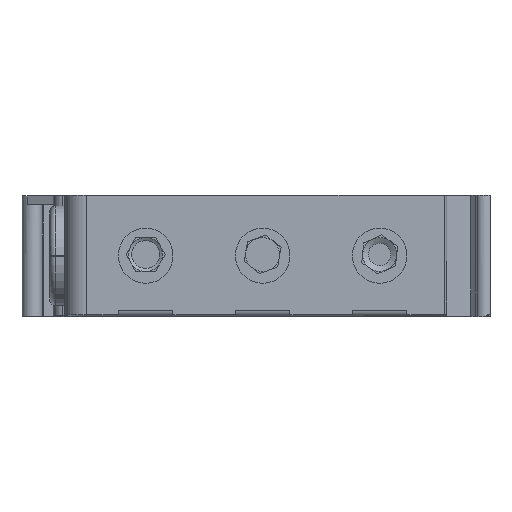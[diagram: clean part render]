
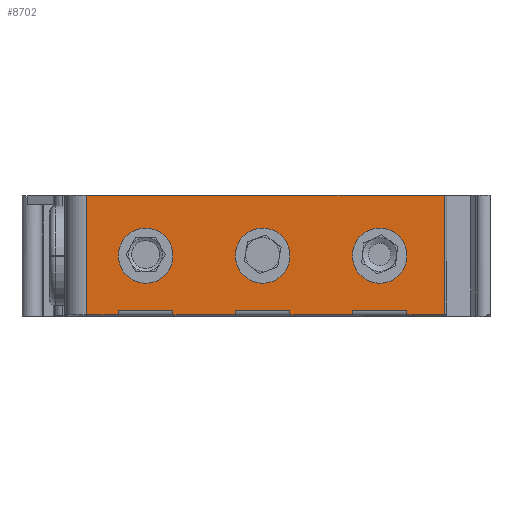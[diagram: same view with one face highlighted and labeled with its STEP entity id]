
A CAD part, top view. The second image highlights one B-rep face of the part: STEP entity #8702.
In plain terms, the highlighted planar face has unit normal (0, 0, 1).
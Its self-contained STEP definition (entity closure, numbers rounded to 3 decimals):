
#246=CIRCLE('',#8894,2.45);
#253=CIRCLE('',#8907,2.45);
#255=CIRCLE('',#8911,2.45);
#324=CIRCLE('',#9047,2.45);
#438=CIRCLE('',#9316,2.45);
#439=CIRCLE('',#9317,2.45);
#1970=ORIENTED_EDGE('',*,*,#2387,.F.);
#1971=ORIENTED_EDGE('',*,*,#3122,.F.);
#1972=ORIENTED_EDGE('',*,*,#3123,.F.);
#1973=ORIENTED_EDGE('',*,*,#3111,.F.);
#1974=ORIENTED_EDGE('',*,*,#3009,.T.);
#1975=ORIENTED_EDGE('',*,*,#3120,.T.);
#1976=ORIENTED_EDGE('',*,*,#3124,.F.);
#1977=ORIENTED_EDGE('',*,*,#3125,.T.);
#1978=ORIENTED_EDGE('',*,*,#2395,.F.);
#1979=ORIENTED_EDGE('',*,*,#3126,.F.);
#1980=ORIENTED_EDGE('',*,*,#3127,.F.);
#1981=ORIENTED_EDGE('',*,*,#3128,.T.);
#1982=ORIENTED_EDGE('',*,*,#2391,.F.);
#1983=ORIENTED_EDGE('',*,*,#3129,.F.);
#1984=ORIENTED_EDGE('',*,*,#3130,.F.);
#1985=ORIENTED_EDGE('',*,*,#3131,.T.);
#1986=ORIENTED_EDGE('',*,*,#2605,.F.);
#1987=ORIENTED_EDGE('',*,*,#2532,.F.);
#1988=ORIENTED_EDGE('',*,*,#2600,.T.);
#1989=ORIENTED_EDGE('',*,*,#3132,.T.);
#1990=ORIENTED_EDGE('',*,*,#2592,.F.);
#1991=ORIENTED_EDGE('',*,*,#2512,.F.);
#1992=ORIENTED_EDGE('',*,*,#2586,.T.);
#1993=ORIENTED_EDGE('',*,*,#3133,.T.);
#1994=ORIENTED_EDGE('',*,*,#2581,.F.);
#1995=ORIENTED_EDGE('',*,*,#2528,.F.);
#1996=ORIENTED_EDGE('',*,*,#2576,.T.);
#1997=ORIENTED_EDGE('',*,*,#2748,.T.);
#2387=EDGE_CURVE('',#3295,#3296,#3895,.T.);
#2391=EDGE_CURVE('',#3299,#3300,#3897,.T.);
#2395=EDGE_CURVE('',#3303,#3304,#3899,.T.);
#2512=EDGE_CURVE('',#3400,#3401,#246,.T.);
#2528=EDGE_CURVE('',#3410,#3411,#253,.T.);
#2532=EDGE_CURVE('',#3414,#3415,#255,.T.);
#2576=EDGE_CURVE('',#3410,#3448,#4005,.T.);
#2581=EDGE_CURVE('',#3411,#3452,#4009,.T.);
#2586=EDGE_CURVE('',#3400,#3455,#4014,.T.);
#2592=EDGE_CURVE('',#3401,#3460,#4019,.T.);
#2600=EDGE_CURVE('',#3414,#3465,#4026,.T.);
#2605=EDGE_CURVE('',#3415,#3469,#4030,.T.);
#2748=EDGE_CURVE('',#3448,#3452,#324,.T.);
#3009=EDGE_CURVE('',#3744,#3743,#4291,.T.);
#3111=EDGE_CURVE('',#3744,#3793,#4366,.T.);
#3120=EDGE_CURVE('',#3743,#3794,#4374,.T.);
#3122=EDGE_CURVE('',#3795,#3295,#4375,.T.);
#3123=EDGE_CURVE('',#3793,#3795,#4376,.T.);
#3124=EDGE_CURVE('',#3796,#3794,#4377,.T.);
#3125=EDGE_CURVE('',#3796,#3304,#4378,.T.);
#3126=EDGE_CURVE('',#3797,#3303,#4379,.T.);
#3127=EDGE_CURVE('',#3798,#3797,#4380,.T.);
#3128=EDGE_CURVE('',#3798,#3300,#4381,.T.);
#3129=EDGE_CURVE('',#3799,#3299,#4382,.T.);
#3130=EDGE_CURVE('',#3800,#3799,#4383,.T.);
#3131=EDGE_CURVE('',#3800,#3296,#4384,.T.);
#3132=EDGE_CURVE('',#3465,#3469,#438,.T.);
#3133=EDGE_CURVE('',#3455,#3460,#439,.T.);
#3295=VERTEX_POINT('',#11480);
#3296=VERTEX_POINT('',#11482);
#3299=VERTEX_POINT('',#11488);
#3300=VERTEX_POINT('',#11490);
#3303=VERTEX_POINT('',#11496);
#3304=VERTEX_POINT('',#11498);
#3400=VERTEX_POINT('',#11762);
#3401=VERTEX_POINT('',#11763);
#3410=VERTEX_POINT('',#11794);
#3411=VERTEX_POINT('',#11795);
#3414=VERTEX_POINT('',#11804);
#3415=VERTEX_POINT('',#11805);
#3448=VERTEX_POINT('',#11891);
#3452=VERTEX_POINT('',#11903);
#3455=VERTEX_POINT('',#11911);
#3460=VERTEX_POINT('',#11925);
#3465=VERTEX_POINT('',#11939);
#3469=VERTEX_POINT('',#11951);
#3743=VERTEX_POINT('',#12778);
#3744=VERTEX_POINT('',#12780);
#3793=VERTEX_POINT('',#12981);
#3794=VERTEX_POINT('',#13001);
#3795=VERTEX_POINT('',#13005);
#3796=VERTEX_POINT('',#13008);
#3797=VERTEX_POINT('',#13011);
#3798=VERTEX_POINT('',#13013);
#3799=VERTEX_POINT('',#13016);
#3800=VERTEX_POINT('',#13018);
#3895=LINE('',#11481,#4505);
#3897=LINE('',#11489,#4507);
#3899=LINE('',#11497,#4509);
#4005=LINE('',#11892,#4615);
#4009=LINE('',#11902,#4619);
#4014=LINE('',#11912,#4624);
#4019=LINE('',#11924,#4629);
#4026=LINE('',#11940,#4636);
#4030=LINE('',#11950,#4640);
#4291=LINE('',#12779,#4901);
#4366=LINE('',#12980,#4976);
#4374=LINE('',#13000,#4984);
#4375=LINE('',#13004,#4985);
#4376=LINE('',#13006,#4986);
#4377=LINE('',#13007,#4987);
#4378=LINE('',#13009,#4988);
#4379=LINE('',#13010,#4989);
#4380=LINE('',#13012,#4990);
#4381=LINE('',#13014,#4991);
#4382=LINE('',#13015,#4992);
#4383=LINE('',#13017,#4993);
#4384=LINE('',#13019,#4994);
#4505=VECTOR('',#9546,1000.);
#4507=VECTOR('',#9552,1000.);
#4509=VECTOR('',#9558,1000.);
#4615=VECTOR('',#9888,1000.);
#4619=VECTOR('',#9898,1000.);
#4624=VECTOR('',#9905,1000.);
#4629=VECTOR('',#9916,1000.);
#4636=VECTOR('',#9929,1000.);
#4640=VECTOR('',#9939,1000.);
#4901=VECTOR('',#10754,1000.);
#4976=VECTOR('',#10983,1000.);
#4984=VECTOR('',#11013,1000.);
#4985=VECTOR('',#11018,1000.);
#4986=VECTOR('',#11019,1000.);
#4987=VECTOR('',#11020,1000.);
#4988=VECTOR('',#11021,1000.);
#4989=VECTOR('',#11022,1000.);
#4990=VECTOR('',#11023,1000.);
#4991=VECTOR('',#11024,1000.);
#4992=VECTOR('',#11025,1000.);
#4993=VECTOR('',#11026,1000.);
#4994=VECTOR('',#11027,1000.);
#5361=EDGE_LOOP('',(#1970,#1971,#1972,#1973,#1974,#1975,#1976,#1977,#1978,
#1979,#1980,#1981,#1982,#1983,#1984,#1985));
#5362=EDGE_LOOP('',(#1986,#1987,#1988,#1989));
#5363=EDGE_LOOP('',(#1990,#1991,#1992,#1993));
#5364=EDGE_LOOP('',(#1994,#1995,#1996,#1997));
#5736=FACE_BOUND('',#5361,.T.);
#5737=FACE_BOUND('',#5362,.T.);
#5738=FACE_BOUND('',#5363,.T.);
#5739=FACE_BOUND('',#5364,.T.);
#5981=PLANE('',#9315);
#8702=ADVANCED_FACE('',(#5736,#5737,#5738,#5739),#5981,.F.);
#8894=AXIS2_PLACEMENT_3D('',#11761,#9764,#9765);
#8907=AXIS2_PLACEMENT_3D('',#11793,#9799,#9800);
#8911=AXIS2_PLACEMENT_3D('',#11803,#9809,#9810);
#9047=AXIS2_PLACEMENT_3D('',#12249,#10228,#10229);
#9315=AXIS2_PLACEMENT_3D('',#13003,#11016,#11017);
#9316=AXIS2_PLACEMENT_3D('',#13020,#11028,#11029);
#9317=AXIS2_PLACEMENT_3D('',#13021,#11030,#11031);
#9546=DIRECTION('',(-1.,0.,0.));
#9552=DIRECTION('',(-1.,0.,0.));
#9558=DIRECTION('',(-1.,0.,0.));
#9764=DIRECTION('',(0.,0.,1.));
#9765=DIRECTION('',(-1.,0.,0.));
#9799=DIRECTION('',(0.,0.,1.));
#9800=DIRECTION('',(-1.,0.,0.));
#9809=DIRECTION('',(0.,0.,1.));
#9810=DIRECTION('',(-1.,0.,0.));
#9888=DIRECTION('',(0.,1.,0.));
#9898=DIRECTION('',(0.,1.,0.));
#9905=DIRECTION('',(0.,1.,0.));
#9916=DIRECTION('',(0.,1.,0.));
#9929=DIRECTION('',(0.,1.,0.));
#9939=DIRECTION('',(0.,1.,0.));
#10228=DIRECTION('',(0.,0.,-1.));
#10229=DIRECTION('',(-1.,0.,0.));
#10754=DIRECTION('',(-1.,0.,0.));
#10983=DIRECTION('',(0.,-1.,0.));
#11013=DIRECTION('',(0.,-1.,0.));
#11016=DIRECTION('',(0.,0.,-1.));
#11017=DIRECTION('',(-1.,0.,0.));
#11018=DIRECTION('',(0.,1.,0.));
#11019=DIRECTION('',(-1.,0.,0.));
#11020=DIRECTION('',(-1.,0.,0.));
#11021=DIRECTION('',(0.,1.,0.));
#11022=DIRECTION('',(0.,1.,0.));
#11023=DIRECTION('',(-1.,0.,0.));
#11024=DIRECTION('',(0.,1.,0.));
#11025=DIRECTION('',(0.,1.,0.));
#11026=DIRECTION('',(-1.,0.,0.));
#11027=DIRECTION('',(0.,1.,0.));
#11028=DIRECTION('',(0.,0.,-1.));
#11029=DIRECTION('',(-1.,0.,0.));
#11030=DIRECTION('',(0.,0.,-1.));
#11031=DIRECTION('',(-1.,0.,0.));
#11480=CARTESIAN_POINT('',(13.15,-10.35,21.8));
#11481=CARTESIAN_POINT('',(20.6,-10.35,21.8));
#11482=CARTESIAN_POINT('',(8.25,-10.35,21.8));
#11488=CARTESIAN_POINT('',(2.65,-10.35,21.8));
#11489=CARTESIAN_POINT('',(20.6,-10.35,21.8));
#11490=CARTESIAN_POINT('',(-2.25,-10.35,21.8));
#11496=CARTESIAN_POINT('',(-7.85,-10.35,21.8));
#11497=CARTESIAN_POINT('',(20.6,-10.35,21.8));
#11498=CARTESIAN_POINT('',(-12.75,-10.35,21.8));
#11761=CARTESIAN_POINT('',(0.2,-5.45,21.8));
#11762=CARTESIAN_POINT('',(-2.25,-5.45,21.8));
#11763=CARTESIAN_POINT('',(2.65,-5.45,21.8));
#11793=CARTESIAN_POINT('',(-10.3,-5.45,21.8));
#11794=CARTESIAN_POINT('',(-12.75,-5.45,21.8));
#11795=CARTESIAN_POINT('',(-7.85,-5.45,21.8));
#11803=CARTESIAN_POINT('',(10.7,-5.45,21.8));
#11804=CARTESIAN_POINT('',(8.25,-5.45,21.8));
#11805=CARTESIAN_POINT('',(13.15,-5.45,21.8));
#11891=CARTESIAN_POINT('',(-12.75,-5.4,21.8));
#11892=CARTESIAN_POINT('',(-12.75,-10.74,21.8));
#11902=CARTESIAN_POINT('',(-7.85,-10.74,21.8));
#11903=CARTESIAN_POINT('',(-7.85,-5.4,21.8));
#11911=CARTESIAN_POINT('',(-2.25,-5.4,21.8));
#11912=CARTESIAN_POINT('',(-2.25,-10.74,21.8));
#11924=CARTESIAN_POINT('',(2.65,-10.74,21.8));
#11925=CARTESIAN_POINT('',(2.65,-5.4,21.8));
#11939=CARTESIAN_POINT('',(8.25,-5.4,21.8));
#11940=CARTESIAN_POINT('',(8.25,-10.74,21.8));
#11950=CARTESIAN_POINT('',(13.15,-10.74,21.8));
#11951=CARTESIAN_POINT('',(13.15,-5.4,21.8));
#12249=CARTESIAN_POINT('',(-10.3,-5.4,21.8));
#12778=CARTESIAN_POINT('',(-15.6,0.,21.8));
#12779=CARTESIAN_POINT('',(16.486,0.,21.8));
#12780=CARTESIAN_POINT('',(16.486,0.,21.8));
#12980=CARTESIAN_POINT('',(16.486,54.829,21.8));
#12981=CARTESIAN_POINT('',(16.486,-10.74,21.8));
#13000=CARTESIAN_POINT('',(-15.6,64.6,21.8));
#13001=CARTESIAN_POINT('',(-15.6,-10.74,21.8));
#13003=CARTESIAN_POINT('',(20.6,-5.4,21.8));
#13004=CARTESIAN_POINT('',(13.15,-10.74,21.8));
#13005=CARTESIAN_POINT('',(13.15,-10.74,21.8));
#13006=CARTESIAN_POINT('',(16.486,-10.74,21.8));
#13007=CARTESIAN_POINT('',(-12.75,-10.74,21.8));
#13008=CARTESIAN_POINT('',(-12.75,-10.74,21.8));
#13009=CARTESIAN_POINT('',(-12.75,-10.74,21.8));
#13010=CARTESIAN_POINT('',(-7.85,-10.74,21.8));
#13011=CARTESIAN_POINT('',(-7.85,-10.74,21.8));
#13012=CARTESIAN_POINT('',(-2.25,-10.74,21.8));
#13013=CARTESIAN_POINT('',(-2.25,-10.74,21.8));
#13014=CARTESIAN_POINT('',(-2.25,-10.74,21.8));
#13015=CARTESIAN_POINT('',(2.65,-10.74,21.8));
#13016=CARTESIAN_POINT('',(2.65,-10.74,21.8));
#13017=CARTESIAN_POINT('',(8.25,-10.74,21.8));
#13018=CARTESIAN_POINT('',(8.25,-10.74,21.8));
#13019=CARTESIAN_POINT('',(8.25,-10.74,21.8));
#13020=CARTESIAN_POINT('',(10.7,-5.4,21.8));
#13021=CARTESIAN_POINT('',(0.2,-5.4,21.8));
